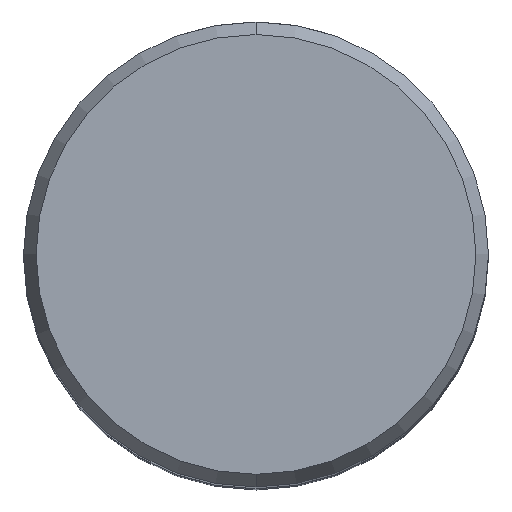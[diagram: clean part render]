
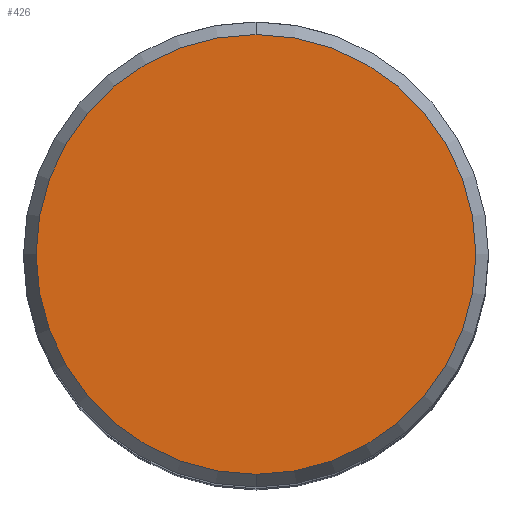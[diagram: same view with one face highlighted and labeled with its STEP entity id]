
A CAD part, top view. The second image highlights one B-rep face of the part: STEP entity #426.
In plain terms, the highlighted planar face has unit normal (0, 0, 1).
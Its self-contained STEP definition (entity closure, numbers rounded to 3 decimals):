
#244=VERTEX_POINT('',#581);
#286=EDGE_CURVE('',#244,#358,#626,.T.);
#342=EDGE_CURVE('',#358,#244,#690,.T.);
#358=VERTEX_POINT('',#709);
#426=ADVANCED_FACE('',(#784),#785,.T.);
#581=CARTESIAN_POINT('',(0.0,12.012,0.));
#626=CIRCLE('',#1104,12.012);
#690=CIRCLE('',#1198,12.012);
#709=CARTESIAN_POINT('',(0.,-12.012,0.));
#784=FACE_OUTER_BOUND('',#1462,.T.);
#785=PLANE('',#1463);
#1104=AXIS2_PLACEMENT_3D('',#1825,#1826,#1827);
#1198=AXIS2_PLACEMENT_3D('',#1908,#1909,#1910);
#1462=EDGE_LOOP('',(#2018,#2019));
#1463=AXIS2_PLACEMENT_3D('',#2020,#2021,#2022);
#1825=CARTESIAN_POINT('',(0.0,0.0,0.));
#1826=DIRECTION('',(0.0,0.0,-1.0));
#1827=DIRECTION('',(0.0,1.0,0.0));
#1908=CARTESIAN_POINT('',(0.0,0.0,0.));
#1909=DIRECTION('',(0.0,0.0,-1.0));
#1910=DIRECTION('',(0.0,1.0,0.0));
#2018=ORIENTED_EDGE('',*,*,#286,.F.);
#2019=ORIENTED_EDGE('',*,*,#342,.F.);
#2020=CARTESIAN_POINT('',(0.0,6.006,0.));
#2021=DIRECTION('',(-0.0,0.0,1.0));
#2022=DIRECTION('',(0.0,-1.0,0.0));
